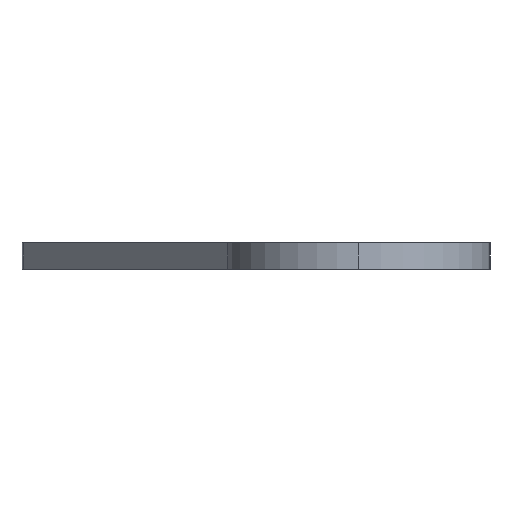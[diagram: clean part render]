
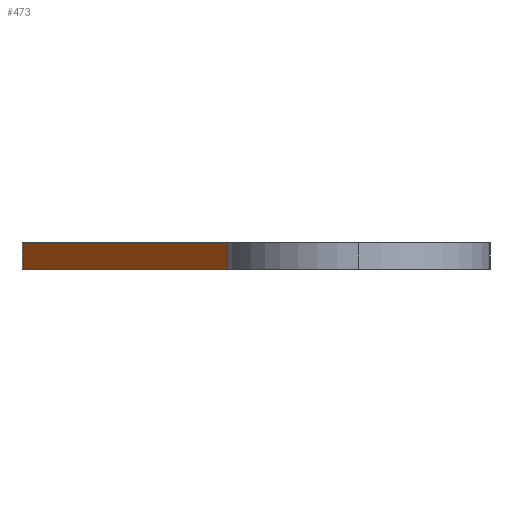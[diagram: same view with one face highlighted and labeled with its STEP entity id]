
A CAD part, left-side view. The second image highlights one B-rep face of the part: STEP entity #473.
In plain terms, the highlighted planar face has unit normal (-0.15, 0.989, 0).
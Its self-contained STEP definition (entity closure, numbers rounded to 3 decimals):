
#43 = ORIENTED_EDGE ( 'NONE', *, *, #461, .F. ) ;
#65 = VERTEX_POINT ( 'NONE', #388 ) ;
#85 = ORIENTED_EDGE ( 'NONE', *, *, #600, .T. ) ;
#129 = CARTESIAN_POINT ( 'NONE',  ( -30.418, 33.83, 0. ) ) ;
#141 = FACE_OUTER_BOUND ( 'NONE', #587, .T. ) ;
#144 = VECTOR ( 'NONE', #670, 1000. ) ;
#157 = EDGE_CURVE ( 'NONE', #724, #649, #397, .T. ) ;
#163 = AXIS2_PLACEMENT_3D ( 'NONE', #776, #178, #525 ) ;
#178 = DIRECTION ( 'NONE',  ( 0.15, -0.989, 0. ) ) ;
#192 = CARTESIAN_POINT ( 'NONE',  ( 122.144, 57.023, 0. ) ) ;
#239 = CARTESIAN_POINT ( 'NONE',  ( -30.418, 33.83, 3. ) ) ;
#285 = PLANE ( 'NONE',  #163 ) ;
#304 = LINE ( 'NONE', #684, #712 ) ;
#352 = CARTESIAN_POINT ( 'NONE',  ( 122.144, 57.023, 3. ) ) ;
#388 = CARTESIAN_POINT ( 'NONE',  ( 122.144, 57.023, 0. ) ) ;
#394 = VECTOR ( 'NONE', #662, 1000. ) ;
#397 = LINE ( 'NONE', #735, #144 ) ;
#461 = EDGE_CURVE ( 'NONE', #658, #724, #304, .T. ) ;
#473 = ADVANCED_FACE ( 'NONE', ( #141 ), #285, .F. ) ;
#486 = LINE ( 'NONE', #352, #394 ) ;
#502 = LINE ( 'NONE', #192, #512 ) ;
#512 = VECTOR ( 'NONE', #787, 1000. ) ;
#525 = DIRECTION ( 'NONE',  ( 0.989, 0.15, 0. ) ) ;
#577 = ORIENTED_EDGE ( 'NONE', *, *, #772, .T. ) ;
#587 = EDGE_LOOP ( 'NONE', ( #577, #765, #43, #85 ) ) ;
#600 = EDGE_CURVE ( 'NONE', #658, #65, #486, .T. ) ;
#649 = VERTEX_POINT ( 'NONE', #129 ) ;
#658 = VERTEX_POINT ( 'NONE', #746 ) ;
#662 = DIRECTION ( 'NONE',  ( 0., 0., -1. ) ) ;
#670 = DIRECTION ( 'NONE',  ( 0., 0., -1. ) ) ;
#684 = CARTESIAN_POINT ( 'NONE',  ( 122.144, 57.023, 3. ) ) ;
#712 = VECTOR ( 'NONE', #750, 1000. ) ;
#724 = VERTEX_POINT ( 'NONE', #239 ) ;
#735 = CARTESIAN_POINT ( 'NONE',  ( -30.418, 33.83, 3. ) ) ;
#746 = CARTESIAN_POINT ( 'NONE',  ( 122.144, 57.023, 3. ) ) ;
#750 = DIRECTION ( 'NONE',  ( -0.989, -0.15, 0. ) ) ;
#765 = ORIENTED_EDGE ( 'NONE', *, *, #157, .F. ) ;
#772 = EDGE_CURVE ( 'NONE', #65, #649, #502, .T. ) ;
#776 = CARTESIAN_POINT ( 'NONE',  ( 122.144, 57.023, 3. ) ) ;
#787 = DIRECTION ( 'NONE',  ( -0.989, -0.15, 0. ) ) ;
